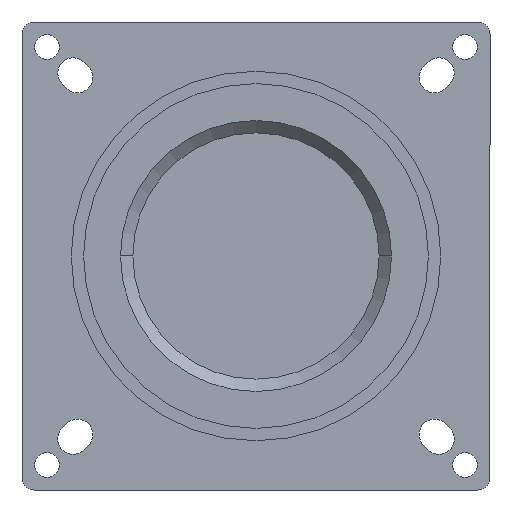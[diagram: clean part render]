
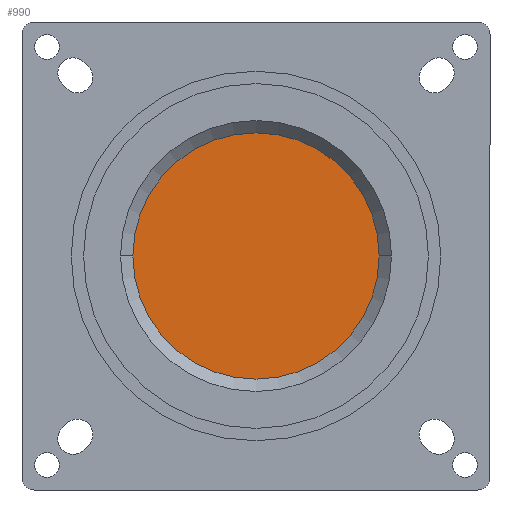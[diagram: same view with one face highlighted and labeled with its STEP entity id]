
A CAD part, left-side view. The second image highlights one B-rep face of the part: STEP entity #990.
In plain terms, the highlighted face is planar.
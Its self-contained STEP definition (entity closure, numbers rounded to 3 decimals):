
#157 = ORIENTED_EDGE ( 'NONE', *, *, #1315, .T. ) ;
#361 = CARTESIAN_POINT ( 'NONE',  ( 39.8, 0., 0. ) ) ;
#625 = EDGE_CURVE ( 'NONE', #3658, #3478, #1549, .T. ) ;
#990 = ADVANCED_FACE ( 'NONE', ( #3639 ), #2341, .T. ) ;
#1088 = DIRECTION ( 'NONE',  ( 0., 0., -1. ) ) ;
#1243 = ORIENTED_EDGE ( 'NONE', *, *, #625, .T. ) ;
#1315 = EDGE_CURVE ( 'NONE', #3478, #3658, #1563, .T. ) ;
#1316 = EDGE_LOOP ( 'NONE', ( #157, #1243 ) ) ;
#1357 = AXIS2_PLACEMENT_3D ( 'NONE', #3801, #3475, #1088 ) ;
#1549 = CIRCLE ( 'NONE', #1357, 10. ) ;
#1563 = CIRCLE ( 'NONE', #3242, 10. ) ;
#2331 = DIRECTION ( 'NONE',  ( 1., 0., 0. ) ) ;
#2341 = PLANE ( 'NONE',  #4322 ) ;
#2536 = CARTESIAN_POINT ( 'NONE',  ( 39.8, 0., 10. ) ) ;
#2650 = DIRECTION ( 'NONE',  ( 1., 0., 0. ) ) ;
#2661 = CARTESIAN_POINT ( 'NONE',  ( 39.8, 0., 0. ) ) ;
#3064 = CARTESIAN_POINT ( 'NONE',  ( 39.8, 0., -10. ) ) ;
#3242 = AXIS2_PLACEMENT_3D ( 'NONE', #2661, #2331, #3300 ) ;
#3300 = DIRECTION ( 'NONE',  ( 0., 0., -1. ) ) ;
#3475 = DIRECTION ( 'NONE',  ( 1., 0., 0. ) ) ;
#3478 = VERTEX_POINT ( 'NONE', #3064 ) ;
#3639 = FACE_OUTER_BOUND ( 'NONE', #1316, .T. ) ;
#3658 = VERTEX_POINT ( 'NONE', #2536 ) ;
#3801 = CARTESIAN_POINT ( 'NONE',  ( 39.8, 0., 0. ) ) ;
#4322 = AXIS2_PLACEMENT_3D ( 'NONE', #361, #2650, #4349 ) ;
#4349 = DIRECTION ( 'NONE',  ( 0., 0., -1. ) ) ;
